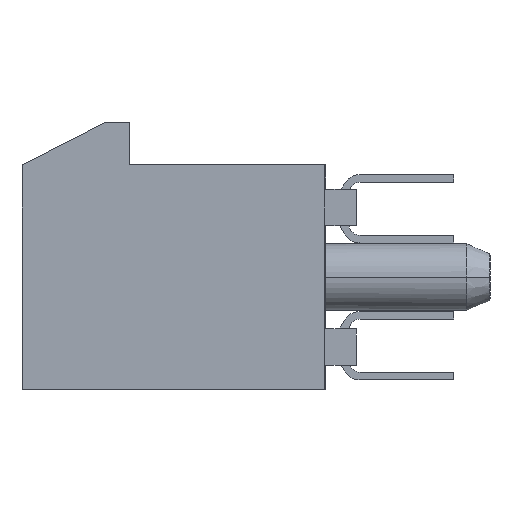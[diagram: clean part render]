
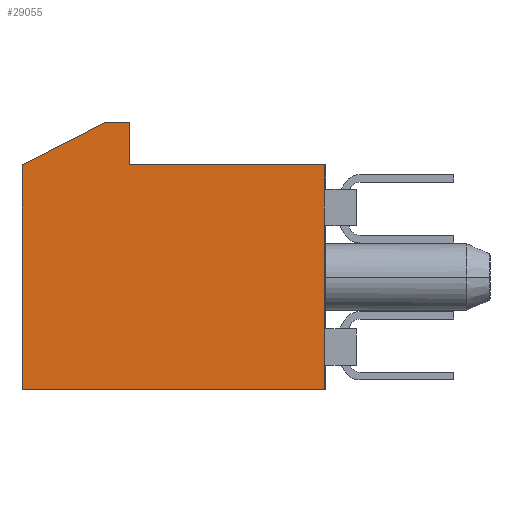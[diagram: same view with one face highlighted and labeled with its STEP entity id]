
A CAD part, left-side view. The second image highlights one B-rep face of the part: STEP entity #29055.
In plain terms, the highlighted planar face has unit normal (-1, 0, 0).
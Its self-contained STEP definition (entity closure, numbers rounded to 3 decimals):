
#51=DIRECTION('',(0.,1.,0.));
#52=VECTOR('',#51,6.39);
#53=CARTESIAN_POINT('',(-14.5,1.06,3.7));
#54=LINE('21170',#53,#52);
#139=DIRECTION('',(0.,0.,-1.));
#140=VECTOR('',#139,7.4);
#141=CARTESIAN_POINT('',(-14.5,11.,3.7));
#142=LINE('16916',#141,#140);
#171=DIRECTION('',(0.,0.,1.));
#172=VECTOR('',#171,1.4);
#173=CARTESIAN_POINT('',(-14.5,7.45,3.7));
#174=LINE('16919',#173,#172);
#179=DIRECTION('',(0.,-0.891,0.454));
#180=VECTOR('',#179,3.086);
#181=CARTESIAN_POINT('',(-14.5,11.,3.7));
#182=LINE('16917',#181,#180);
#183=DIRECTION('',(0.,0.,-1.));
#184=VECTOR('',#183,7.4);
#185=CARTESIAN_POINT('',(-14.5,1.06,3.7));
#186=LINE('16915',#185,#184);
#187=DIRECTION('',(0.,1.,0.));
#188=VECTOR('',#187,9.94);
#189=CARTESIAN_POINT('',(-14.5,1.06,-3.7));
#190=LINE('16472',#189,#188);
#191=DIRECTION('',(0.,1.,0.));
#192=VECTOR('',#191,0.8);
#193=CARTESIAN_POINT('',(-14.5,7.45,5.1));
#194=LINE('16918',#193,#192);
#20973=CARTESIAN_POINT('',(-14.5,11.,-3.7));
#20974=VERTEX_POINT('',#20973);
#20975=CARTESIAN_POINT('',(-14.5,1.06,-3.7));
#20976=VERTEX_POINT('',#20975);
#21849=CARTESIAN_POINT('',(-14.5,1.06,3.7));
#21850=VERTEX_POINT('',#21849);
#21851=CARTESIAN_POINT('',(-14.5,11.,3.7));
#21852=VERTEX_POINT('',#21851);
#21853=CARTESIAN_POINT('',(-14.5,8.25,5.1));
#21854=VERTEX_POINT('',#21853);
#21855=CARTESIAN_POINT('',(-14.5,7.45,5.1));
#21856=VERTEX_POINT('',#21855);
#21857=CARTESIAN_POINT('',(-14.5,7.45,3.7));
#21858=VERTEX_POINT('',#21857);
#29039=CARTESIAN_POINT('',(-14.5,6.03,0.7));
#29040=DIRECTION('',(1.,0.,0.));
#29041=DIRECTION('',(0.,-1.,0.));
#29042=AXIS2_PLACEMENT_3D('',#29039,#29040,#29041);
#29043=PLANE('21328',#29042);
#29044=ORIENTED_EDGE('16916',*,*,#28933,.F.);
#29045=ORIENTED_EDGE('16917',*,*,#29005,.T.);
#29047=ORIENTED_EDGE('16918',*,*,#29046,.F.);
#29048=ORIENTED_EDGE('16919',*,*,#29032,.F.);
#29049=ORIENTED_EDGE('21170',*,*,#28776,.F.);
#29051=ORIENTED_EDGE('16915',*,*,#29050,.T.);
#29052=ORIENTED_EDGE('16472',*,*,#27678,.T.);
#29053=EDGE_LOOP('21328',(#29044,#29045,#29047,#29048,#29049,#29051,#29052));
#29054=FACE_OUTER_BOUND('21328',#29053,.F.);
#29055=ADVANCED_FACE('21328',(#29054),#29043,.F.);
#27678=EDGE_CURVE('16472',#20976,#20974,#190,.T.);
#28776=EDGE_CURVE('21170',#21850,#21858,#54,.T.);
#28933=EDGE_CURVE('16916',#21852,#20974,#142,.T.);
#29005=EDGE_CURVE('16917',#21852,#21854,#182,.T.);
#29032=EDGE_CURVE('16919',#21858,#21856,#174,.T.);
#29046=EDGE_CURVE('16918',#21856,#21854,#194,.T.);
#29050=EDGE_CURVE('16915',#21850,#20976,#186,.T.);
